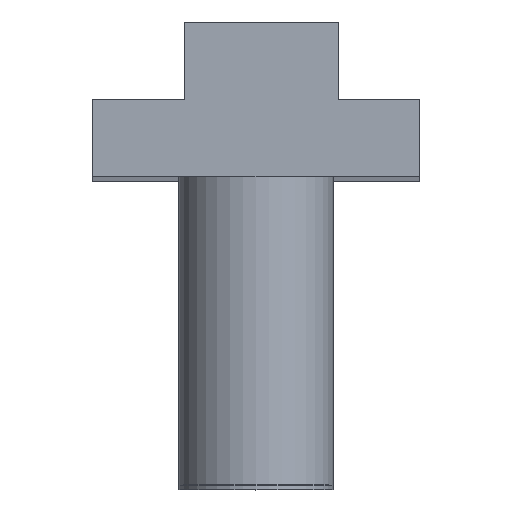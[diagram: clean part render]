
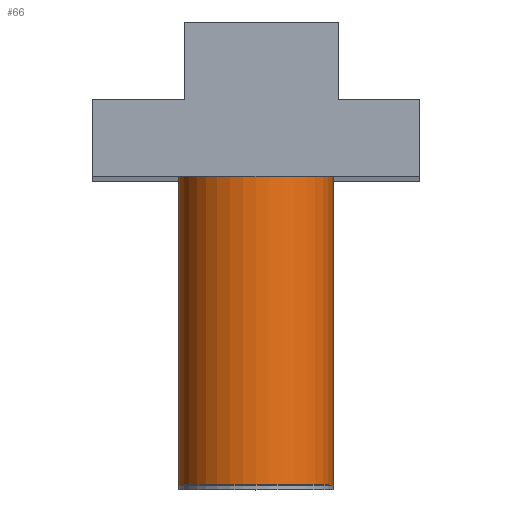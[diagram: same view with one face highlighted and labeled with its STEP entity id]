
A CAD part, top view. The second image highlights one B-rep face of the part: STEP entity #66.
In plain terms, the highlighted cylindrical face has radius 10 mm (diameter 20 mm), a full revolution.
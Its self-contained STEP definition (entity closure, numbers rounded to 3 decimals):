
#66=ADVANCED_FACE('',(#190,#192),#194,.T.);
#190=FACE_BOUND('',#191,.T.);
#191=EDGE_LOOP('',(#289,#290));
#192=FACE_OUTER_BOUND('',#193,.T.);
#193=EDGE_LOOP('',(#291));
#194=CYLINDRICAL_SURFACE('',#195,10.);
#195=AXIS2_PLACEMENT_3D('',#196,#197,#198);
#196=CARTESIAN_POINT('',(9.25,-20.,368.));
#197=DIRECTION('',(0.,-1.,0.));
#198=DIRECTION('',(1.,0.,0.));
#289=ORIENTED_EDGE('',*,*,#340,.T.);
#290=ORIENTED_EDGE('',*,*,#341,.T.);
#291=ORIENTED_EDGE('',*,*,#351,.F.);
#340=EDGE_CURVE('',#372,#373,#374,.T.);
#341=EDGE_CURVE('',#373,#372,#375,.T.);
#351=EDGE_CURVE('',#392,#392,#393,.T.);
#372=VERTEX_POINT('',#426);
#373=VERTEX_POINT('',#427);
#374=CIRCLE('',#428,10.);
#375=CIRCLE('',#432,10.);
#392=VERTEX_POINT('',#473);
#393=CIRCLE('',#474,10.);
#426=CARTESIAN_POINT('',(19.25,-20.,368.));
#427=CARTESIAN_POINT('',(9.25,-20.,378.));
#428=AXIS2_PLACEMENT_3D('',#429,#430,#431);
#429=CARTESIAN_POINT('',(9.25,-20.,368.));
#430=DIRECTION('',(0.,-1.,0.));
#431=DIRECTION('',(1.,0.,0.));
#432=AXIS2_PLACEMENT_3D('',#433,#434,#435);
#433=CARTESIAN_POINT('',(9.25,-20.,368.));
#434=DIRECTION('',(0.,-1.,0.));
#435=DIRECTION('',(0.,0.,1.));
#473=CARTESIAN_POINT('',(19.25,-60.,368.));
#474=AXIS2_PLACEMENT_3D('',#475,#476,#477);
#475=CARTESIAN_POINT('',(9.25,-60.,368.));
#476=DIRECTION('',(0.,-1.,0.));
#477=DIRECTION('',(1.,0.,0.));
